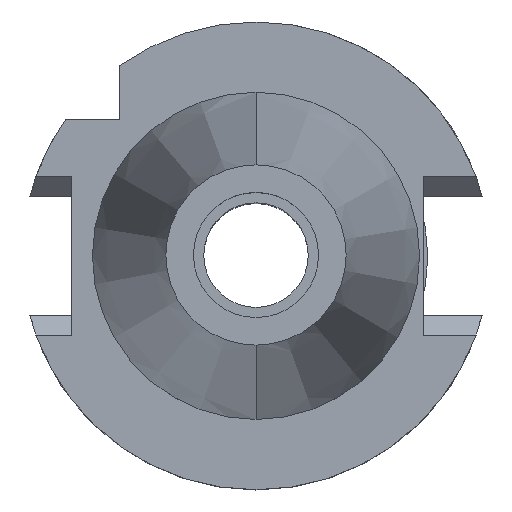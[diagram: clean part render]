
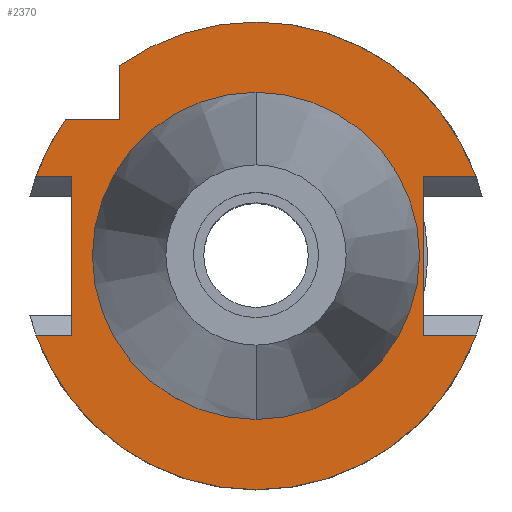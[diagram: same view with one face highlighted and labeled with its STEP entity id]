
A CAD part, top view. The second image highlights one B-rep face of the part: STEP entity #2370.
In plain terms, the highlighted planar face has unit normal (0, 0, 1).
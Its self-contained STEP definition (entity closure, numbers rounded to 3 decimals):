
#610=DIRECTION('',(0.,-1.,0.));
#611=VECTOR('',#610,7.334);
#612=CARTESIAN_POINT('',(-18.5,25.834,-1.));
#613=LINE('',#612,#611);
#655=DIRECTION('',(1.,0.,0.));
#656=VECTOR('',#655,7.201);
#657=CARTESIAN_POINT('',(22.7,10.75,-1.));
#658=LINE('',#657,#656);
#679=CARTESIAN_POINT('',(29.901,10.75,-1.));
#828=CARTESIAN_POINT('',(0.,0.,-1.));
#829=DIRECTION('',(0.,0.,-1.));
#830=DIRECTION('',(-0.582,0.813,0.));
#831=AXIS2_PLACEMENT_3D('',#828,#829,#830);
#836=CARTESIAN_POINT('',(0.,0.,-1.));
#837=DIRECTION('',(0.,0.,-1.));
#838=DIRECTION('',(0.,1.,0.));
#839=AXIS2_PLACEMENT_3D('',#836,#837,#838);
#844=DIRECTION('',(0.,-1.,0.));
#845=VECTOR('',#844,21.5);
#846=CARTESIAN_POINT('',(22.7,10.75,-1.));
#847=LINE('',#846,#845);
#851=DIRECTION('',(1.,0.,0.));
#852=VECTOR('',#851,7.201);
#853=CARTESIAN_POINT('',(22.7,-10.75,-1.));
#854=LINE('',#853,#852);
#858=CARTESIAN_POINT('',(0.,0.,-1.));
#859=DIRECTION('',(0.,0.,-1.));
#860=DIRECTION('',(0.941,-0.338,0.));
#861=AXIS2_PLACEMENT_3D('',#858,#859,#860);
#866=CARTESIAN_POINT('',(0.,0.,-1.));
#867=DIRECTION('',(0.,0.,-1.));
#868=DIRECTION('',(0.,-1.,0.));
#869=AXIS2_PLACEMENT_3D('',#866,#867,#868);
#874=DIRECTION('',(-1.,0.,0.));
#875=VECTOR('',#874,4.901);
#876=CARTESIAN_POINT('',(-25.,10.75,-1.));
#877=LINE('',#876,#875);
#881=CARTESIAN_POINT('',(0.,0.,-1.));
#882=DIRECTION('',(0.,0.,-1.));
#883=DIRECTION('',(-0.941,0.338,0.));
#884=AXIS2_PLACEMENT_3D('',#881,#882,#883);
#889=CARTESIAN_POINT('',(0.,0.,-1.));
#890=DIRECTION('',(0.,0.,1.));
#891=DIRECTION('',(0.,-1.,0.));
#892=AXIS2_PLACEMENT_3D('',#889,#890,#891);
#897=CARTESIAN_POINT('',(0.,0.,-1.));
#898=DIRECTION('',(0.,0.,1.));
#899=DIRECTION('',(0.,1.,0.));
#900=AXIS2_PLACEMENT_3D('',#897,#898,#899);
#908=CARTESIAN_POINT('',(-29.901,-10.75,-1.));
#942=DIRECTION('',(-1.,0.,0.));
#943=VECTOR('',#942,4.901);
#944=CARTESIAN_POINT('',(-25.,-10.75,-1.));
#945=LINE('',#944,#943);
#980=DIRECTION('',(0.,-1.,0.));
#981=VECTOR('',#980,21.5);
#982=CARTESIAN_POINT('',(-25.,10.75,-1.));
#983=LINE('',#982,#981);
#1053=DIRECTION('',(-1.,0.,0.));
#1054=VECTOR('',#1053,7.334);
#1055=CARTESIAN_POINT('',(-18.5,18.5,-1.));
#1056=LINE('',#1055,#1054);
#1538=CARTESIAN_POINT('',(22.7,-10.75,-1.));
#1539=VERTEX_POINT('',#1538);
#1540=CARTESIAN_POINT('',(22.7,10.75,-1.));
#1541=VERTEX_POINT('',#1540);
#1578=CARTESIAN_POINT('',(-18.5,25.834,-1.));
#1579=VERTEX_POINT('',#1578);
#1580=CARTESIAN_POINT('',(-18.5,18.5,-1.));
#1581=VERTEX_POINT('',#1580);
#1611=CARTESIAN_POINT('',(-25.,10.75,-1.));
#1612=VERTEX_POINT('',#1611);
#1613=CARTESIAN_POINT('',(-25.,-10.75,-1.));
#1614=VERTEX_POINT('',#1613);
#1671=VERTEX_POINT('',#908);
#1672=CARTESIAN_POINT('',(0.,-31.775,-1.));
#1673=VERTEX_POINT('',#1672);
#1674=CARTESIAN_POINT('',(29.901,-10.75,-1.));
#1675=VERTEX_POINT('',#1674);
#1679=VERTEX_POINT('',#679);
#1680=CARTESIAN_POINT('',(0.,31.775,-1.));
#1681=VERTEX_POINT('',#1680);
#1682=CARTESIAN_POINT('',(-25.834,18.5,-1.));
#1683=VERTEX_POINT('',#1682);
#1684=CARTESIAN_POINT('',(-29.901,10.75,-1.));
#1685=VERTEX_POINT('',#1684);
#1686=CARTESIAN_POINT('',(0.,-22.225,-1.));
#1687=CARTESIAN_POINT('',(0.,22.225,-1.));
#1688=VERTEX_POINT('',#1686);
#1689=VERTEX_POINT('',#1687);
#2336=CARTESIAN_POINT('',(0.,0.,-1.));
#2337=DIRECTION('',(0.,0.,-1.));
#2338=DIRECTION('',(0.,-1.,0.));
#2339=AXIS2_PLACEMENT_3D('',#2336,#2337,#2338);
#2340=PLANE('',#2339);
#2341=ORIENTED_EDGE('',*,*,#2176,.F.);
#2342=ORIENTED_EDGE('',*,*,#2253,.T.);
#2343=ORIENTED_EDGE('',*,*,#2251,.T.);
#2344=ORIENTED_EDGE('',*,*,#2234,.F.);
#2345=ORIENTED_EDGE('',*,*,#2108,.T.);
#2347=ORIENTED_EDGE('',*,*,#2346,.T.);
#2349=ORIENTED_EDGE('',*,*,#2348,.T.);
#2351=ORIENTED_EDGE('',*,*,#2350,.T.);
#2353=ORIENTED_EDGE('',*,*,#2352,.F.);
#2355=ORIENTED_EDGE('',*,*,#2354,.F.);
#2357=ORIENTED_EDGE('',*,*,#2356,.T.);
#2359=ORIENTED_EDGE('',*,*,#2358,.T.);
#2361=ORIENTED_EDGE('',*,*,#2360,.F.);
#2362=EDGE_LOOP('',(#2341,#2342,#2343,#2344,#2345,#2347,#2349,#2351,#2353,#2355,
#2357,#2359,#2361));
#2363=FACE_OUTER_BOUND('',#2362,.F.);
#2365=ORIENTED_EDGE('',*,*,#2364,.T.);
#2367=ORIENTED_EDGE('',*,*,#2366,.T.);
#2368=EDGE_LOOP('',(#2365,#2367));
#2369=FACE_BOUND('',#2368,.F.);
#832=CIRCLE('',#831,31.775);
#840=CIRCLE('',#839,31.775);
#862=CIRCLE('',#861,31.775);
#870=CIRCLE('',#869,31.775);
#885=CIRCLE('',#884,31.775);
#893=CIRCLE('',#892,22.225);
#901=CIRCLE('',#900,22.225);
#2108=EDGE_CURVE('',#1541,#1539,#847,.T.);
#2176=EDGE_CURVE('',#1579,#1581,#613,.T.);
#2234=EDGE_CURVE('',#1541,#1679,#658,.T.);
#2251=EDGE_CURVE('',#1681,#1679,#840,.T.);
#2253=EDGE_CURVE('',#1579,#1681,#832,.T.);
#2346=EDGE_CURVE('',#1539,#1675,#854,.T.);
#2348=EDGE_CURVE('',#1675,#1673,#862,.T.);
#2350=EDGE_CURVE('',#1673,#1671,#870,.T.);
#2352=EDGE_CURVE('',#1614,#1671,#945,.T.);
#2354=EDGE_CURVE('',#1612,#1614,#983,.T.);
#2356=EDGE_CURVE('',#1612,#1685,#877,.T.);
#2358=EDGE_CURVE('',#1685,#1683,#885,.T.);
#2360=EDGE_CURVE('',#1581,#1683,#1056,.T.);
#2364=EDGE_CURVE('',#1688,#1689,#893,.T.);
#2366=EDGE_CURVE('',#1689,#1688,#901,.T.);
#2370=ADVANCED_FACE('',(#2363,#2369),#2340,.F.);
